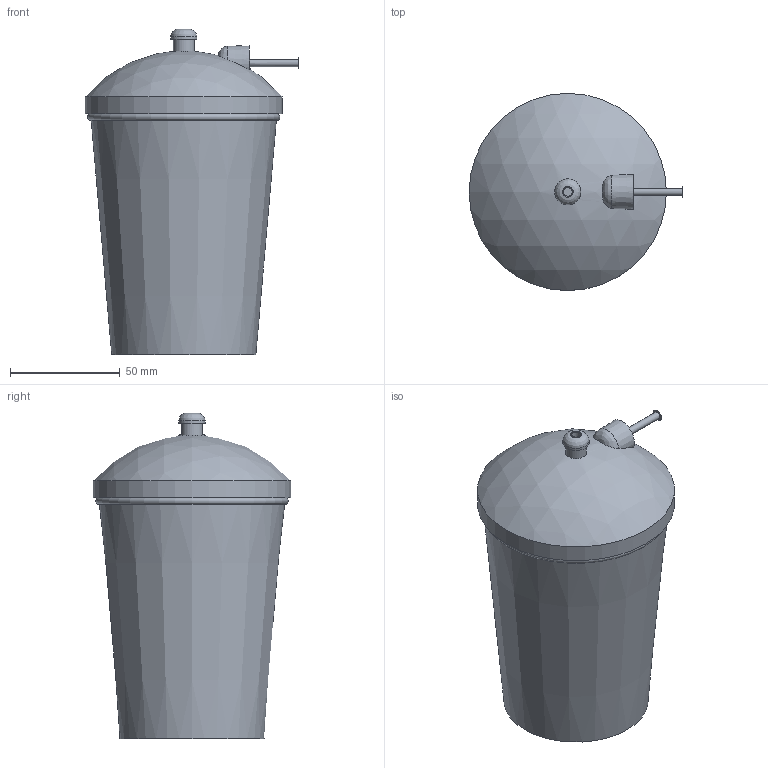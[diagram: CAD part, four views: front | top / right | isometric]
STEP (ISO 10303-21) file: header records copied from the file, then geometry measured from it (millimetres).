
FILE_DESCRIPTION(/* description */ (''),/* implementation_level */ '2;1');
FILE_NAME(/* name */ 'O2Humidifier.step',/* time_stamp */ '2021-05-01T16:35:24+05:00',/* author */ (''),/* organization */ (''),/* preprocessor_version */ 'ST-DEVELOPER v18.1',/* originating_system */ 'Autodesk Translation Framework v9.7.1.1290',/* authorisation */ '');
FILE_SCHEMA (('AUTOMOTIVE_DESIGN { 1 0 10303 214 3 1 1 }'));
Length unit declared in the file: inch
Products named in the file (1): O2Humidifier
Bounding box: 97.5 x 90 x 148.7 mm (x, y, z)
Volume: 617387.5 mm3; surface area: 53432.6 mm2
Topology: 2 solids, 2 shells, 21 faces, 38 edges, 26 vertices
Faces by surface type: plane 6, cylinder 5, cone 4, sphere 3, bspline 2, torus 1
Full cylindrical faces by diameter (mm): 3.295 x1, 3.969 x1, 9.525 x1, 11.917 x1, 90 x1
Entity records: 695 total; most frequent: CARTESIAN_POINT 232, DIRECTION 89, ORIENTED_EDGE 76, AXIS2_PLACEMENT_3D 41, EDGE_CURVE 38, EDGE_LOOP 26, VERTEX_POINT 26, FACE_OUTER_BOUND 21
